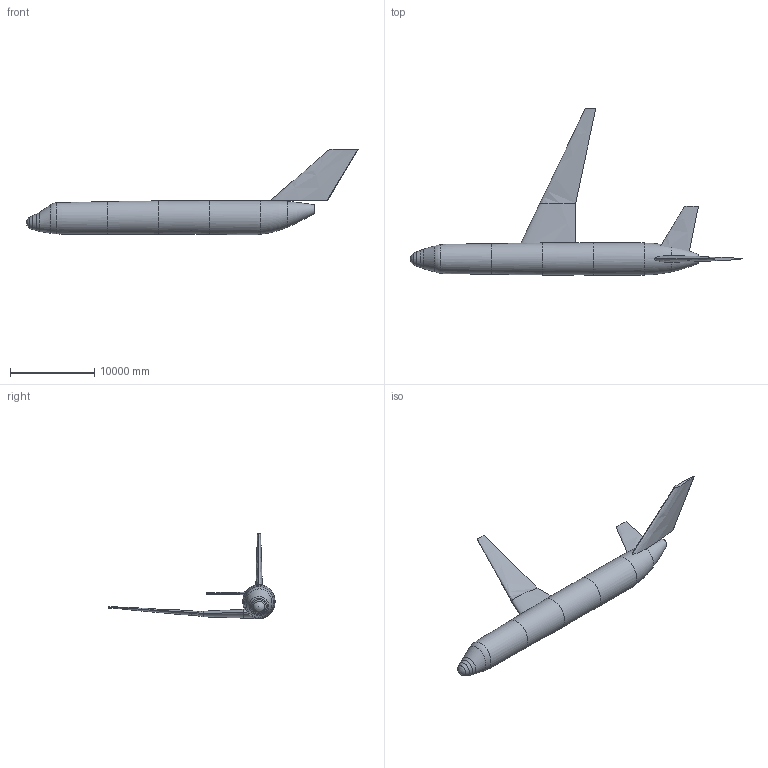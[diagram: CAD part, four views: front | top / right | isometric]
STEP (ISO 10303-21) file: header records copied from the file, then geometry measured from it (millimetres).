
FILE_DESCRIPTION(('Open CASCADE Model'),'2;1');
FILE_NAME('Open CASCADE Shape Model','2022-05-30T12:21:22',('Author'),( 'Open CASCADE'),'Open CASCADE STEP processor 7.4','Open CASCADE 7.4' ,'Unknown');
FILE_SCHEMA(('AUTOMOTIVE_DESIGN { 1 0 10303 214 1 1 1 1 }'));
Length unit declared in the file: metre
Products named in the file (17): D150_wing_1Segment2ID; D150_wing_1Segment3ID; D150_wing_1Segment4ID; D150_HTP_1Segment2ID; D150_VTP_1Segment2ID; cockpit_segment_1; cockpit_segment_2; cockpit_segment_3; cockpit_segment_4; cockpit_segment_5; cockpit_segment_6; cabine_0; cabine_1; cabine_2; cabine_3; tail_2; tail_3
Bounding box: 39455.41 x 19764.43 x 10183.35 mm (x, y, z)
Surface area: 818139879 mm2 (no closed solid volume)
Topology: 0 solids, 17 shells, 56 faces, 69 edges, 46 vertices
Faces by surface type: plane 33, bspline 23
Entity records: 11524 total; most frequent: CARTESIAN_POINT 10012, DIRECTION 161, ORIENTED_EDGE 136, PCURVE 136, DEFINITIONAL_REPRESENTATION 136, B_SPLINE_CURVE_WITH_KNOTS 111, LINE 93, VECTOR 93
